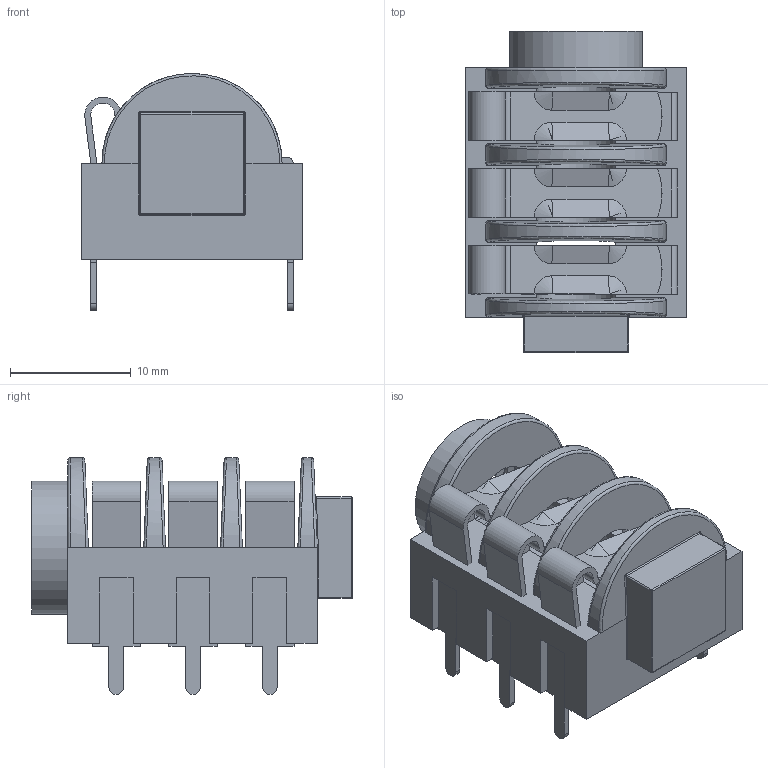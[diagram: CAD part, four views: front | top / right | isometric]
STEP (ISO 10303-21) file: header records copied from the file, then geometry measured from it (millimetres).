
FILE_DESCRIPTION(/* description */ (''),/* implementation_level */ '2;1');
FILE_NAME(/* name */ 'NMJ6HCD2.step',/* time_stamp */ '2021-07-11T22:34:25+03:00',/* author */ (''),/* organization */ (''),/* preprocessor_version */ 'ST-DEVELOPER v18.1',/* originating_system */ 'Autodesk Translation Framework v10.9.0.1377',/* authorisation */ '');
FILE_SCHEMA (('AUTOMOTIVE_DESIGN { 1 0 10303 214 3 1 1 }'));
Length unit declared in the file: millimetre
Products named in the file (1): NMJ6HCD2
Bounding box: 18.2 x 26.53 x 19.59 mm (x, y, z)
Volume: 2139.1 mm3; surface area: 4685.1 mm2
Topology: 7 solids, 7 shells, 307 faces, 862 edges, 543 vertices
Faces by surface type: plane 181, cylinder 76, cone 25, bspline 14, sphere 8, torus 3
Full cylindrical faces by diameter (mm): 1.5 x4, 6.5 x2, 8.473 x3, 9.525 x3, 11 x1
Entity records: 11593 total; most frequent: CARTESIAN_POINT 3701, ORIENTED_EDGE 1676, DIRECTION 1576, EDGE_CURVE 838, LINE 606, VECTOR 606, VERTEX_POINT 543, AXIS2_PLACEMENT_3D 485
